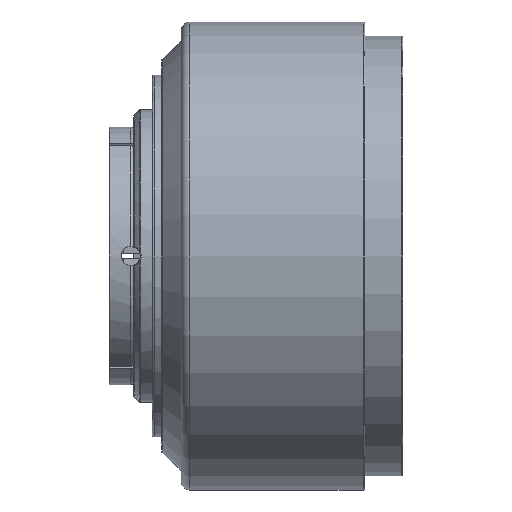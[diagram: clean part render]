
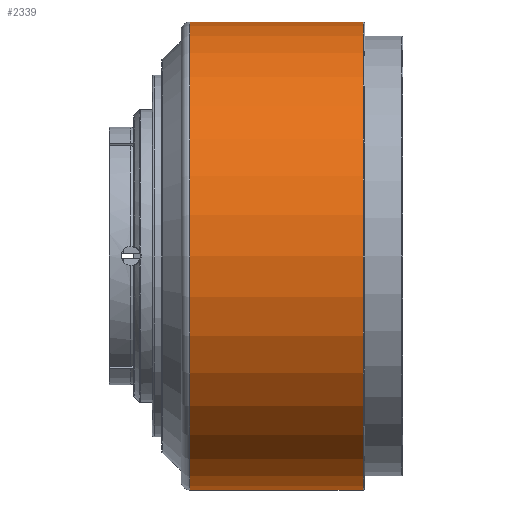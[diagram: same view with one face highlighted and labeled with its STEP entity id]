
A CAD part, left-side view. The second image highlights one B-rep face of the part: STEP entity #2339.
In plain terms, the highlighted cylindrical face has radius 123.5 mm (diameter 247 mm), a partial arc.
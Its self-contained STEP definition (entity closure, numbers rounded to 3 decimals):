
#62 = DIRECTION ( 'NONE',  ( 0., -1., 0. ) ) ;
#508 = CIRCLE ( 'NONE', #3385, 123.5 ) ;
#648 = CARTESIAN_POINT ( 'NONE',  ( 0., 21., -123.5 ) ) ;
#716 = DIRECTION ( 'NONE',  ( 0., 0., -1. ) ) ;
#1204 = VERTEX_POINT ( 'NONE', #2205 ) ;
#1251 = FACE_OUTER_BOUND ( 'NONE', #6577, .T. ) ;
#1566 = DIRECTION ( 'NONE',  ( 0., -1., 0. ) ) ;
#1798 = VERTEX_POINT ( 'NONE', #2760 ) ;
#2205 = CARTESIAN_POINT ( 'NONE',  ( 0., 112.5, 123.5 ) ) ;
#2295 = ORIENTED_EDGE ( 'NONE', *, *, #3518, .T. ) ;
#2322 = CIRCLE ( 'NONE', #5183, 123.5 ) ;
#2339 = ADVANCED_FACE ( 'NONE', ( #1251 ), #5633, .T. ) ;
#2420 = AXIS2_PLACEMENT_3D ( 'NONE', #3450, #5127, #716 ) ;
#2510 = DIRECTION ( 'NONE',  ( 0., 0., -1. ) ) ;
#2581 = CARTESIAN_POINT ( 'NONE',  ( 0., 112.5, 0. ) ) ;
#2760 = CARTESIAN_POINT ( 'NONE',  ( 0., 112.5, -123.5 ) ) ;
#3332 = ORIENTED_EDGE ( 'NONE', *, *, #5663, .F. ) ;
#3385 = AXIS2_PLACEMENT_3D ( 'NONE', #6195, #62, #4559 ) ;
#3450 = CARTESIAN_POINT ( 'NONE',  ( 0., 0., 0. ) ) ;
#3518 = EDGE_CURVE ( 'NONE', #1798, #4885, #5098, .T. ) ;
#4559 = DIRECTION ( 'NONE',  ( 0., 0., -1. ) ) ;
#4574 = CARTESIAN_POINT ( 'NONE',  ( 0., 0., -123.5 ) ) ;
#4659 = ORIENTED_EDGE ( 'NONE', *, *, #6191, .T. ) ;
#4885 = VERTEX_POINT ( 'NONE', #648 ) ;
#5098 = LINE ( 'NONE', #4574, #6275 ) ;
#5127 = DIRECTION ( 'NONE',  ( 0., -1., 0. ) ) ;
#5134 = EDGE_CURVE ( 'NONE', #6614, #4885, #508, .T. ) ;
#5183 = AXIS2_PLACEMENT_3D ( 'NONE', #2581, #5348, #2510 ) ;
#5348 = DIRECTION ( 'NONE',  ( 0., -1., 0. ) ) ;
#5443 = VECTOR ( 'NONE', #1566, 1000. ) ;
#5633 = CYLINDRICAL_SURFACE ( 'NONE', #2420, 123.5 ) ;
#5663 = EDGE_CURVE ( 'NONE', #1204, #6614, #5955, .T. ) ;
#5671 = ORIENTED_EDGE ( 'NONE', *, *, #5134, .F. ) ;
#5925 = CARTESIAN_POINT ( 'NONE',  ( 0., 0., 123.5 ) ) ;
#5955 = LINE ( 'NONE', #5925, #5443 ) ;
#5981 = CARTESIAN_POINT ( 'NONE',  ( 0., 21., 123.5 ) ) ;
#6191 = EDGE_CURVE ( 'NONE', #1204, #1798, #2322, .T. ) ;
#6195 = CARTESIAN_POINT ( 'NONE',  ( 0., 21., 0. ) ) ;
#6275 = VECTOR ( 'NONE', #6761, 1000. ) ;
#6577 = EDGE_LOOP ( 'NONE', ( #3332, #4659, #2295, #5671 ) ) ;
#6614 = VERTEX_POINT ( 'NONE', #5981 ) ;
#6761 = DIRECTION ( 'NONE',  ( 0., -1., 0. ) ) ;
